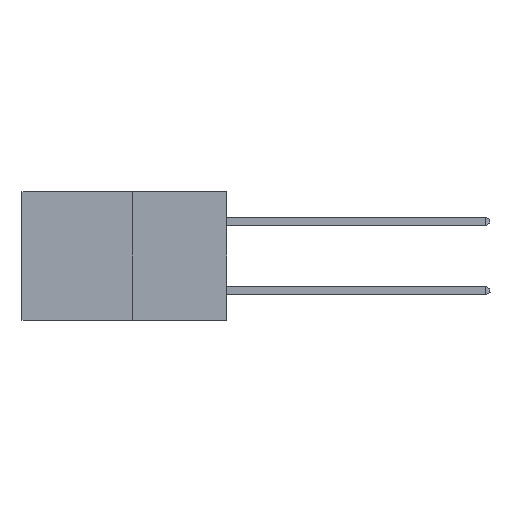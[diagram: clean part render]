
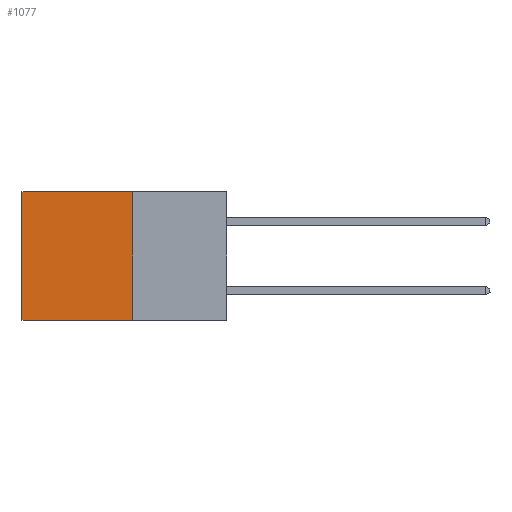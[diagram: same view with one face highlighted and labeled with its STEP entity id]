
A CAD part, left-side view. The second image highlights one B-rep face of the part: STEP entity #1077.
In plain terms, the highlighted planar face has unit normal (-1, 0, 0).
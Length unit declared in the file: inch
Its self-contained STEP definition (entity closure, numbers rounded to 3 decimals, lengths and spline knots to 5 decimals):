
#31 = VECTOR ( 'NONE', #8710, 39.37008 ) ;
#111 = FACE_OUTER_BOUND ( 'NONE', #5425, .T. ) ;
#289 = EDGE_CURVE ( 'NONE', #9130, #9853, #6349, .T. ) ;
#444 = DIRECTION ( 'NONE',  ( 0., 0., -1. ) ) ;
#1077 = ADVANCED_FACE ( 'NONE', ( #111 ), #5868, .F. ) ;
#1726 = CARTESIAN_POINT ( 'NONE',  ( 0.277, 0.59, -0.37 ) ) ;
#1877 = ORIENTED_EDGE ( 'NONE', *, *, #8402, .T. ) ;
#1914 = ORIENTED_EDGE ( 'NONE', *, *, #5563, .F. ) ;
#1934 = ORIENTED_EDGE ( 'NONE', *, *, #289, .F. ) ;
#1956 = ORIENTED_EDGE ( 'NONE', *, *, #6055, .T. ) ;
#2607 = LINE ( 'NONE', #8707, #31 ) ;
#2822 = VECTOR ( 'NONE', #7353, 39.37008 ) ;
#3860 = CARTESIAN_POINT ( 'NONE',  ( 0.277, 0.59, -0.37 ) ) ;
#4229 = DIRECTION ( 'NONE',  ( 0., 0., -1. ) ) ;
#5284 = VECTOR ( 'NONE', #6762, 39.37008 ) ;
#5425 = EDGE_LOOP ( 'NONE', ( #1877, #1914, #1934, #1956 ) ) ;
#5563 = EDGE_CURVE ( 'NONE', #9853, #6601, #2607, .T. ) ;
#5716 = CARTESIAN_POINT ( 'NONE',  ( 0.277, 0.27, -0.37 ) ) ;
#5868 = PLANE ( 'NONE',  #6796 ) ;
#6055 = EDGE_CURVE ( 'NONE', #9130, #9375, #7071, .T. ) ;
#6207 = CARTESIAN_POINT ( 'NONE',  ( 0.277, 0.27, -0.37 ) ) ;
#6349 = LINE ( 'NONE', #7243, #9939 ) ;
#6601 = VERTEX_POINT ( 'NONE', #3860 ) ;
#6762 = DIRECTION ( 'NONE',  ( 0., 1., 0. ) ) ;
#6796 = AXIS2_PLACEMENT_3D ( 'NONE', #5716, #8429, #444 ) ;
#6798 = CARTESIAN_POINT ( 'NONE',  ( 0.277, 0.27, 0. ) ) ;
#7071 = LINE ( 'NONE', #6798, #5284 ) ;
#7243 = CARTESIAN_POINT ( 'NONE',  ( 0.277, 0.27, -0.37 ) ) ;
#7353 = DIRECTION ( 'NONE',  ( 0., 0., -1. ) ) ;
#8402 = EDGE_CURVE ( 'NONE', #9375, #6601, #8959, .T. ) ;
#8429 = DIRECTION ( 'NONE',  ( 1., 0., 0. ) ) ;
#8707 = CARTESIAN_POINT ( 'NONE',  ( 0.277, 0.27, -0.37 ) ) ;
#8710 = DIRECTION ( 'NONE',  ( 0., 1., 0. ) ) ;
#8804 = CARTESIAN_POINT ( 'NONE',  ( 0.277, 0.59, 0. ) ) ;
#8959 = LINE ( 'NONE', #1726, #2822 ) ;
#9130 = VERTEX_POINT ( 'NONE', #10004 ) ;
#9375 = VERTEX_POINT ( 'NONE', #8804 ) ;
#9853 = VERTEX_POINT ( 'NONE', #6207 ) ;
#9939 = VECTOR ( 'NONE', #4229, 39.37008 ) ;
#10004 = CARTESIAN_POINT ( 'NONE',  ( 0.277, 0.27, 0. ) ) ;
